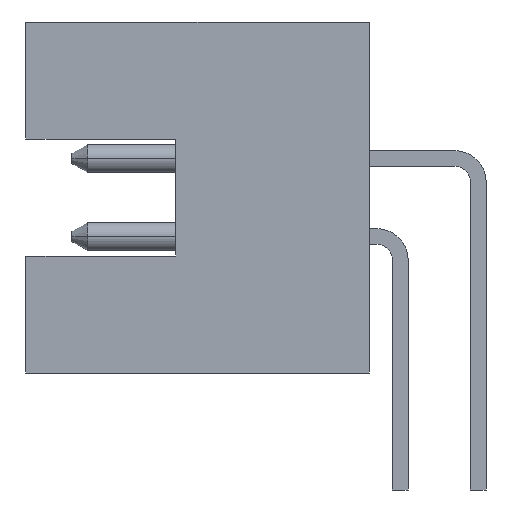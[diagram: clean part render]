
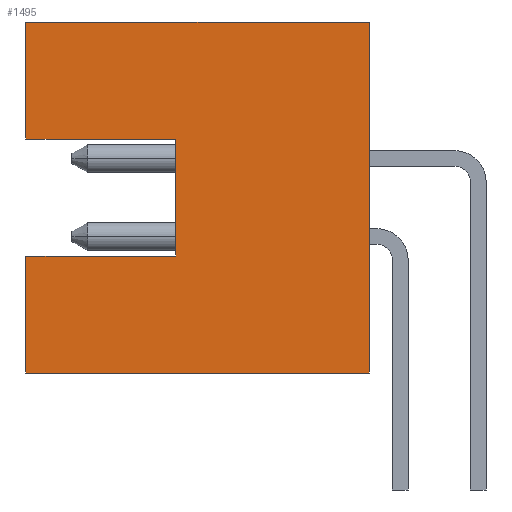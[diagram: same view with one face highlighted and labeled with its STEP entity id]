
A CAD part, left-side view. The second image highlights one B-rep face of the part: STEP entity #1495.
In plain terms, the highlighted planar face has unit normal (-1, 0, 0).
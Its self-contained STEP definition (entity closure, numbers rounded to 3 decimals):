
#1247=CARTESIAN_POINT('',(-7.937,6.731,3.81));
#1248=VERTEX_POINT('',#1247);
#1255=CARTESIAN_POINT('',(-7.937,6.731,5.715));
#1256=VERTEX_POINT('',#1255);
#1257=CARTESIAN_POINT('',(-7.937,6.731,3.81));
#1258=DIRECTION('',(0.0,0.0,1.0));
#1259=VECTOR('',#1258,1.905);
#1260=LINE('',#1257,#1259);
#1261=EDGE_CURVE('',#1248,#1256,#1260,.T.);
#1285=CARTESIAN_POINT('',(-7.938,4.293,3.81));
#1286=VERTEX_POINT('',#1285);
#1293=CARTESIAN_POINT('',(-7.938,4.293,3.81));
#1294=DIRECTION('',(0.0,1.0,0.0));
#1295=VECTOR('',#1294,2.438);
#1296=LINE('',#1293,#1295);
#1297=EDGE_CURVE('',#1286,#1248,#1296,.T.);
#1316=CARTESIAN_POINT('',(-7.938,4.293,1.905));
#1317=VERTEX_POINT('',#1316);
#1324=CARTESIAN_POINT('',(-7.938,4.293,1.905));
#1325=DIRECTION('',(0.0,0.0,1.0));
#1326=VECTOR('',#1325,1.905);
#1327=LINE('',#1324,#1326);
#1328=EDGE_CURVE('',#1317,#1286,#1327,.T.);
#1347=CARTESIAN_POINT('',(-7.937,6.731,1.905));
#1348=VERTEX_POINT('',#1347);
#1355=CARTESIAN_POINT('',(-7.937,6.731,1.905));
#1356=DIRECTION('',(0.0,-1.0,0.0));
#1357=VECTOR('',#1356,2.438);
#1358=LINE('',#1355,#1357);
#1359=EDGE_CURVE('',#1348,#1317,#1358,.T.);
#1378=CARTESIAN_POINT('',(-7.937,6.731,0.));
#1379=VERTEX_POINT('',#1378);
#1386=CARTESIAN_POINT('',(-7.937,6.731,0.));
#1387=DIRECTION('',(0.0,0.0,1.0));
#1388=VECTOR('',#1387,1.905);
#1389=LINE('',#1386,#1388);
#1390=EDGE_CURVE('',#1379,#1348,#1389,.T.);
#1409=CARTESIAN_POINT('',(-7.938,1.143,0.));
#1410=VERTEX_POINT('',#1409);
#1417=CARTESIAN_POINT('',(-7.938,1.143,0.));
#1418=DIRECTION('',(0.0,1.0,0.0));
#1419=VECTOR('',#1418,5.588);
#1420=LINE('',#1417,#1419);
#1421=EDGE_CURVE('',#1410,#1379,#1420,.T.);
#1440=CARTESIAN_POINT('',(-7.938,1.143,5.715));
#1441=VERTEX_POINT('',#1440);
#1448=CARTESIAN_POINT('',(-7.938,1.143,5.715));
#1449=DIRECTION('',(0.0,0.0,-1.0));
#1450=VECTOR('',#1449,5.715);
#1451=LINE('',#1448,#1450);
#1452=EDGE_CURVE('',#1441,#1410,#1451,.T.);
#1470=CARTESIAN_POINT('',(-7.937,6.731,5.715));
#1471=DIRECTION('',(0.0,-1.0,0.0));
#1472=VECTOR('',#1471,5.588);
#1473=LINE('',#1470,#1472);
#1474=EDGE_CURVE('',#1256,#1441,#1473,.T.);
#1480=CARTESIAN_POINT('',(-7.938,4.047,2.858));
#1481=DIRECTION('',(1.0,0.0,0.0));
#1482=DIRECTION('',(0.0,0.0,-1.0));
#1483=AXIS2_PLACEMENT_3D('',#1480,#1481,#1482);
#1484=PLANE('',#1483);
#1485=ORIENTED_EDGE('',*,*,#1474,.F.);
#1486=ORIENTED_EDGE('',*,*,#1261,.F.);
#1487=ORIENTED_EDGE('',*,*,#1297,.F.);
#1488=ORIENTED_EDGE('',*,*,#1328,.F.);
#1489=ORIENTED_EDGE('',*,*,#1359,.F.);
#1490=ORIENTED_EDGE('',*,*,#1390,.F.);
#1491=ORIENTED_EDGE('',*,*,#1421,.F.);
#1492=ORIENTED_EDGE('',*,*,#1452,.F.);
#1493=EDGE_LOOP('',(#1485,#1486,#1487,#1488,#1489,#1490,#1491,#1492));
#1494=FACE_OUTER_BOUND('',#1493,.T.);
#1495=ADVANCED_FACE('',(#1494),#1484,.F.);
